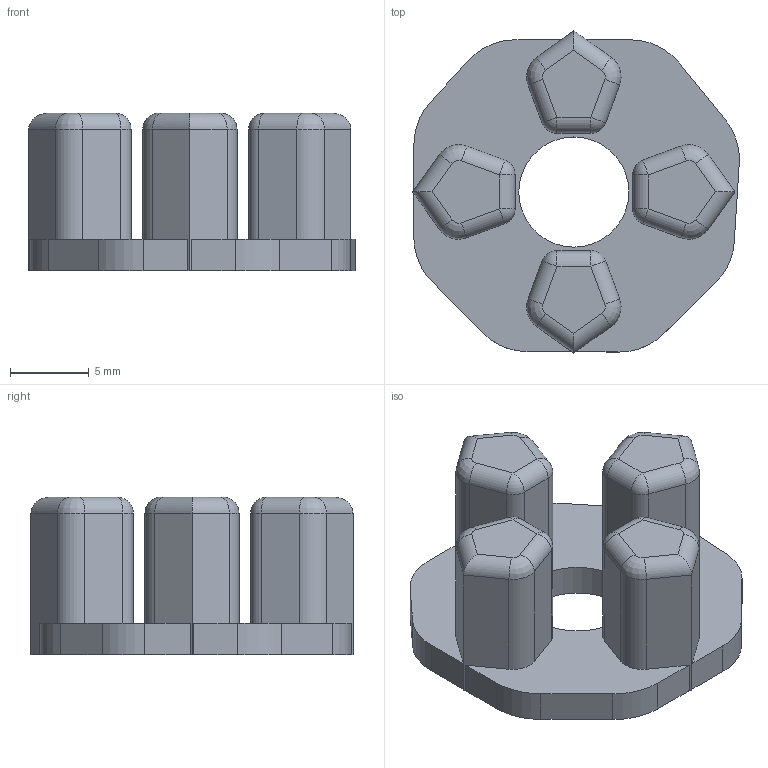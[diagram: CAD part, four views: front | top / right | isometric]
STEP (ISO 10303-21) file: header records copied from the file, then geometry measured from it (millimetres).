
FILE_DESCRIPTION(('FreeCAD Model'),'2;1');
FILE_NAME('Open CASCADE Shape Model','2024-07-31T19:05:35',(''),(''), 'Open CASCADE STEP processor 7.7','FreeCAD','Unknown');
FILE_SCHEMA(('AUTOMOTIVE_DESIGN { 1 0 10303 214 1 1 1 1 }'));
Length unit declared in the file: millimetre
Products named in the file (1): DPad
Bounding box: 20.74 x 20.47 x 10 mm (x, y, z)
Volume: 1500.1 mm3; surface area: 1381 mm2
Topology: 1 solids, 1 shells, 105 faces, 288 edges, 179 vertices
Faces by surface type: cylinder 45, plane 44, revolution 8, sphere 8
Full cylindrical faces by diameter (mm): 7 x1
Entity records: 3386 total; most frequent: CARTESIAN_POINT 645, DIRECTION 594, ORIENTED_EDGE 560, EDGE_CURVE 280, AXIS2_PLACEMENT_3D 208, VERTEX_POINT 179, LINE 170, VECTOR 170
